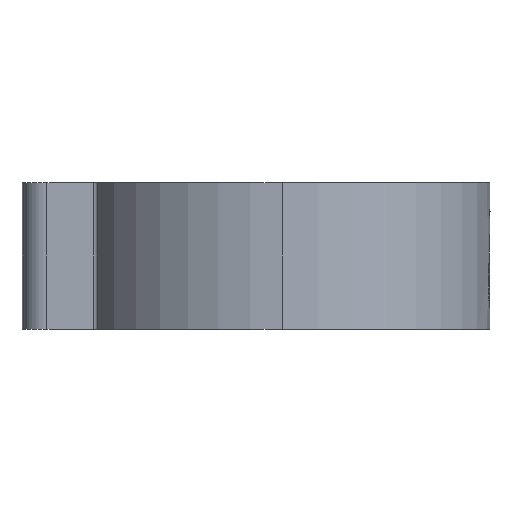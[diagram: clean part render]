
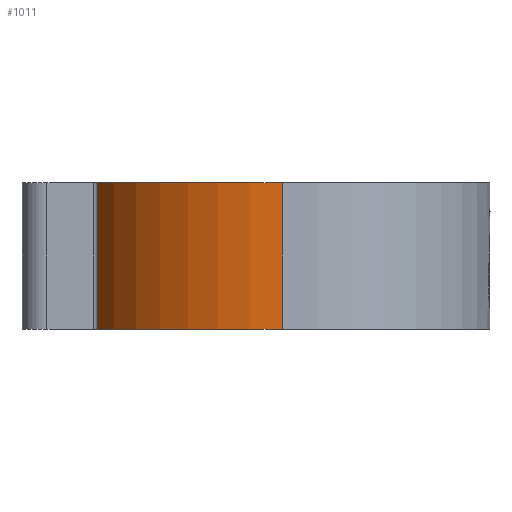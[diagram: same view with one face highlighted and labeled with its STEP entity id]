
A CAD part, left-side view. The second image highlights one B-rep face of the part: STEP entity #1011.
In plain terms, the highlighted cylindrical face has radius 10.65 mm (diameter 21.3 mm), a partial arc.
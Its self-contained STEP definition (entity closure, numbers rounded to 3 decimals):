
#52 = CARTESIAN_POINT ( 'NONE',  ( 0., 0., 3.75 ) ) ;
#65 = DIRECTION ( 'NONE',  ( -1., 0., 0. ) ) ;
#72 = CARTESIAN_POINT ( 'NONE',  ( -4.859, 9.477, 3.75 ) ) ;
#183 = VECTOR ( 'NONE', #4435, 1000. ) ;
#540 = DIRECTION ( 'NONE',  ( 1., 0., 0. ) ) ;
#550 = CIRCLE ( 'NONE', #2966, 10.65 ) ;
#772 = DIRECTION ( 'NONE',  ( 0., 0., 1. ) ) ;
#1011 = ADVANCED_FACE ( 'NONE', ( #3252 ), #2794, .T. ) ;
#1218 = CARTESIAN_POINT ( 'NONE',  ( -4.859, 9.477, -3.75 ) ) ;
#1223 = CIRCLE ( 'NONE', #2553, 10.65 ) ;
#1245 = CARTESIAN_POINT ( 'NONE',  ( -10.65, 0., 3.75 ) ) ;
#1279 = CARTESIAN_POINT ( 'NONE',  ( 0., 0., -3.75 ) ) ;
#1892 = ORIENTED_EDGE ( 'NONE', *, *, #4404, .F. ) ;
#1975 = ORIENTED_EDGE ( 'NONE', *, *, #2152, .T. ) ;
#1990 = DIRECTION ( 'NONE',  ( 0., 0., -1. ) ) ;
#2060 = EDGE_CURVE ( 'NONE', #4708, #3765, #5062, .T. ) ;
#2152 = EDGE_CURVE ( 'NONE', #2755, #5213, #4569, .T. ) ;
#2325 = DIRECTION ( 'NONE',  ( 1., 0., 0. ) ) ;
#2553 = AXIS2_PLACEMENT_3D ( 'NONE', #1279, #772, #2325 ) ;
#2755 = VERTEX_POINT ( 'NONE', #4181 ) ;
#2794 = CYLINDRICAL_SURFACE ( 'NONE', #4212, 10.65 ) ;
#2966 = AXIS2_PLACEMENT_3D ( 'NONE', #52, #4127, #540 ) ;
#2980 = EDGE_LOOP ( 'NONE', ( #3103, #1892, #1975, #4357 ) ) ;
#3103 = ORIENTED_EDGE ( 'NONE', *, *, #2060, .F. ) ;
#3252 = FACE_OUTER_BOUND ( 'NONE', #2980, .T. ) ;
#3765 = VERTEX_POINT ( 'NONE', #5208 ) ;
#3780 = DIRECTION ( 'NONE',  ( 0., 0., -1. ) ) ;
#4034 = CARTESIAN_POINT ( 'NONE',  ( 0., 0., 3.75 ) ) ;
#4127 = DIRECTION ( 'NONE',  ( 0., 0., 1. ) ) ;
#4181 = CARTESIAN_POINT ( 'NONE',  ( -4.859, 9.477, 3.75 ) ) ;
#4212 = AXIS2_PLACEMENT_3D ( 'NONE', #4034, #1990, #65 ) ;
#4236 = CARTESIAN_POINT ( 'NONE',  ( -10.65, 0., 3.75 ) ) ;
#4288 = VECTOR ( 'NONE', #3780, 1000. ) ;
#4357 = ORIENTED_EDGE ( 'NONE', *, *, #5007, .T. ) ;
#4404 = EDGE_CURVE ( 'NONE', #2755, #4708, #550, .T. ) ;
#4435 = DIRECTION ( 'NONE',  ( 0., 0., -1. ) ) ;
#4569 = LINE ( 'NONE', #72, #4288 ) ;
#4708 = VERTEX_POINT ( 'NONE', #4236 ) ;
#5007 = EDGE_CURVE ( 'NONE', #5213, #3765, #1223, .T. ) ;
#5062 = LINE ( 'NONE', #1245, #183 ) ;
#5208 = CARTESIAN_POINT ( 'NONE',  ( -10.65, 0., -3.75 ) ) ;
#5213 = VERTEX_POINT ( 'NONE', #1218 ) ;
